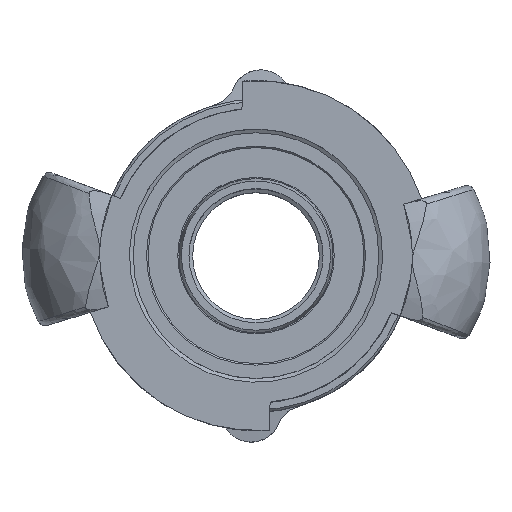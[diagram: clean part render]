
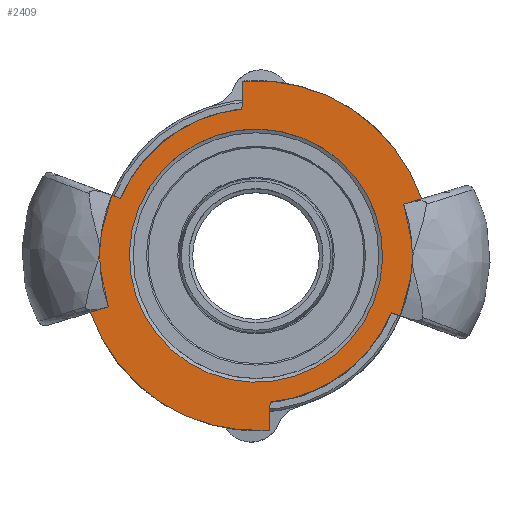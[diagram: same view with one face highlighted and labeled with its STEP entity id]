
A CAD part, top view. The second image highlights one B-rep face of the part: STEP entity #2409.
In plain terms, the highlighted planar face has unit normal (0, 0, 1).
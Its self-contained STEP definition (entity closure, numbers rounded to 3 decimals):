
#204=LINE('',#4412,#322);
#205=LINE('',#4416,#323);
#206=LINE('',#4419,#324);
#207=LINE('',#4421,#325);
#208=LINE('',#4425,#326);
#209=LINE('',#4428,#327);
#322=VECTOR('',#3077,10.);
#323=VECTOR('',#3080,10.);
#324=VECTOR('',#3083,10.);
#325=VECTOR('',#3084,10.);
#326=VECTOR('',#3087,10.);
#327=VECTOR('',#3090,10.);
#423=FACE_BOUND('',#617,.T.);
#481=FACE_OUTER_BOUND('',#616,.T.);
#616=EDGE_LOOP('',(#1779,#1780,#1781,#1782,#1783,#1784,#1785,#1786,#1787,
#1788,#1789,#1790));
#617=EDGE_LOOP('',(#1791,#1792));
#759=CIRCLE('',#2603,17.);
#760=CIRCLE('',#2604,17.);
#771=CIRCLE('',#2619,19.75);
#774=CIRCLE('',#2623,19.75);
#777=CIRCLE('',#2628,25.5);
#778=CIRCLE('',#2629,23.497);
#779=CIRCLE('',#2630,25.5);
#780=CIRCLE('',#2631,23.5);
#954=VERTEX_POINT('',#3953);
#955=VERTEX_POINT('',#3954);
#980=VERTEX_POINT('',#4296);
#981=VERTEX_POINT('',#4298);
#987=VERTEX_POINT('',#4346);
#988=VERTEX_POINT('',#4348);
#995=VERTEX_POINT('',#4411);
#996=VERTEX_POINT('',#4413);
#997=VERTEX_POINT('',#4415);
#998=VERTEX_POINT('',#4417);
#999=VERTEX_POINT('',#4420);
#1000=VERTEX_POINT('',#4422);
#1001=VERTEX_POINT('',#4424);
#1002=VERTEX_POINT('',#4426);
#1236=EDGE_CURVE('',#954,#955,#759,.T.);
#1237=EDGE_CURVE('',#955,#954,#760,.T.);
#1269=EDGE_CURVE('',#980,#981,#771,.T.);
#1277=EDGE_CURVE('',#987,#988,#774,.T.);
#1285=EDGE_CURVE('',#995,#987,#204,.T.);
#1286=EDGE_CURVE('',#996,#995,#777,.T.);
#1287=EDGE_CURVE('',#997,#996,#205,.T.);
#1288=EDGE_CURVE('',#997,#998,#778,.T.);
#1289=EDGE_CURVE('',#998,#981,#206,.T.);
#1290=EDGE_CURVE('',#999,#980,#207,.T.);
#1291=EDGE_CURVE('',#1000,#999,#779,.T.);
#1292=EDGE_CURVE('',#1001,#1000,#208,.T.);
#1293=EDGE_CURVE('',#1001,#1002,#780,.T.);
#1294=EDGE_CURVE('',#1002,#988,#209,.T.);
#1779=ORIENTED_EDGE('',*,*,#1285,.F.);
#1780=ORIENTED_EDGE('',*,*,#1286,.F.);
#1781=ORIENTED_EDGE('',*,*,#1287,.F.);
#1782=ORIENTED_EDGE('',*,*,#1288,.T.);
#1783=ORIENTED_EDGE('',*,*,#1289,.T.);
#1784=ORIENTED_EDGE('',*,*,#1269,.F.);
#1785=ORIENTED_EDGE('',*,*,#1290,.F.);
#1786=ORIENTED_EDGE('',*,*,#1291,.F.);
#1787=ORIENTED_EDGE('',*,*,#1292,.F.);
#1788=ORIENTED_EDGE('',*,*,#1293,.T.);
#1789=ORIENTED_EDGE('',*,*,#1294,.T.);
#1790=ORIENTED_EDGE('',*,*,#1277,.F.);
#1791=ORIENTED_EDGE('',*,*,#1236,.T.);
#1792=ORIENTED_EDGE('',*,*,#1237,.T.);
#2200=PLANE('',#2627);
#2409=ADVANCED_FACE('',(#481,#423),#2200,.F.);
#2603=AXIS2_PLACEMENT_3D('',#3955,#3018,#3019);
#2604=AXIS2_PLACEMENT_3D('',#3956,#3020,#3021);
#2619=AXIS2_PLACEMENT_3D('',#4299,#3054,#3055);
#2623=AXIS2_PLACEMENT_3D('',#4349,#3065,#3066);
#2627=AXIS2_PLACEMENT_3D('',#4410,#3075,#3076);
#2628=AXIS2_PLACEMENT_3D('',#4414,#3078,#3079);
#2629=AXIS2_PLACEMENT_3D('',#4418,#3081,#3082);
#2630=AXIS2_PLACEMENT_3D('',#4423,#3085,#3086);
#2631=AXIS2_PLACEMENT_3D('',#4427,#3088,#3089);
#3018=DIRECTION('center_axis',(0.,0.,
-1.));
#3019=DIRECTION('ref_axis',(1.,-0.031,0.));
#3020=DIRECTION('center_axis',(0.,0.,
-1.));
#3021=DIRECTION('ref_axis',(1.,-0.031,0.));
#3054=DIRECTION('center_axis',(0.,0.,
-1.));
#3055=DIRECTION('ref_axis',(-1.,0.031,0.));
#3065=DIRECTION('center_axis',(0.,0.,
-1.));
#3066=DIRECTION('ref_axis',(-1.,0.031,0.));
#3075=DIRECTION('center_axis',(0.,0.,
-1.));
#3076=DIRECTION('ref_axis',(-1.,0.031,0.));
#3077=DIRECTION('',(-0.937,0.348,0.));
#3078=DIRECTION('center_axis',(0.,0.,
-1.));
#3079=DIRECTION('ref_axis',(-0.031,-1.,0.));
#3080=DIRECTION('',(0.957,0.29,0.));
#3081=DIRECTION('center_axis',(0.,0.,
1.));
#3082=DIRECTION('ref_axis',(0.946,0.324,0.));
#3083=DIRECTION('',(-0.031,-1.,0.));
#3084=DIRECTION('',(0.937,-0.348,0.));
#3085=DIRECTION('center_axis',(0.,0.,
-1.));
#3086=DIRECTION('ref_axis',(-0.031,-1.,0.));
#3087=DIRECTION('',(-0.957,-0.29,0.));
#3088=DIRECTION('center_axis',(0.,0.,
1.));
#3089=DIRECTION('ref_axis',(-0.946,-0.324,0.));
#3090=DIRECTION('',(0.031,1.,0.));
#3953=CARTESIAN_POINT('',(-74.9,-0.862,50.332));
#3954=CARTESIAN_POINT('',(-108.884,0.194,50.332));
#3955=CARTESIAN_POINT('Origin',(-91.892,-0.334,50.332));
#3956=CARTESIAN_POINT('Origin',(-91.892,-0.334,50.332));
#4296=CARTESIAN_POINT('',(-110.092,7.335,50.332));
#4298=CARTESIAN_POINT('',(-93.782,19.325,50.332));
#4299=CARTESIAN_POINT('Origin',(-91.892,-0.334,50.332));
#4346=CARTESIAN_POINT('',(-73.692,-8.004,50.332));
#4348=CARTESIAN_POINT('',(-90.002,-19.994,50.332));
#4349=CARTESIAN_POINT('Origin',(-91.892,-0.334,50.332));
#4410=CARTESIAN_POINT('Origin',(-92.288,-13.078,50.332));
#4411=CARTESIAN_POINT('',(-68.299,-10.009,50.332));
#4412=CARTESIAN_POINT('',(-76.041,-7.13,50.332));
#4413=CARTESIAN_POINT('',(-67.744,7.857,50.332));
#4414=CARTESIAN_POINT('Origin',(-91.892,-0.334,50.332));
#4415=CARTESIAN_POINT('',(-69.661,7.277,50.332));
#4416=CARTESIAN_POINT('',(-84.642,2.744,50.332));
#4417=CARTESIAN_POINT('',(-93.665,23.096,50.332));
#4418=CARTESIAN_POINT('Origin',(-91.892,-0.334,50.332));
#4419=CARTESIAN_POINT('',(-94.391,-0.257,50.332));
#4420=CARTESIAN_POINT('',(-115.485,9.34,50.332));
#4421=CARTESIAN_POINT('',(-103.928,5.044,50.332));
#4422=CARTESIAN_POINT('',(-116.041,-8.526,50.332));
#4423=CARTESIAN_POINT('Origin',(-91.892,-0.334,50.332));
#4424=CARTESIAN_POINT('',(-114.125,-7.946,50.332));
#4425=CARTESIAN_POINT('',(-103.038,-4.591,50.332));
#4426=CARTESIAN_POINT('',(-90.119,-23.767,50.332));
#4427=CARTESIAN_POINT('Origin',(-91.892,-0.334,50.332));
#4428=CARTESIAN_POINT('',(-89.393,-0.412,50.332));
